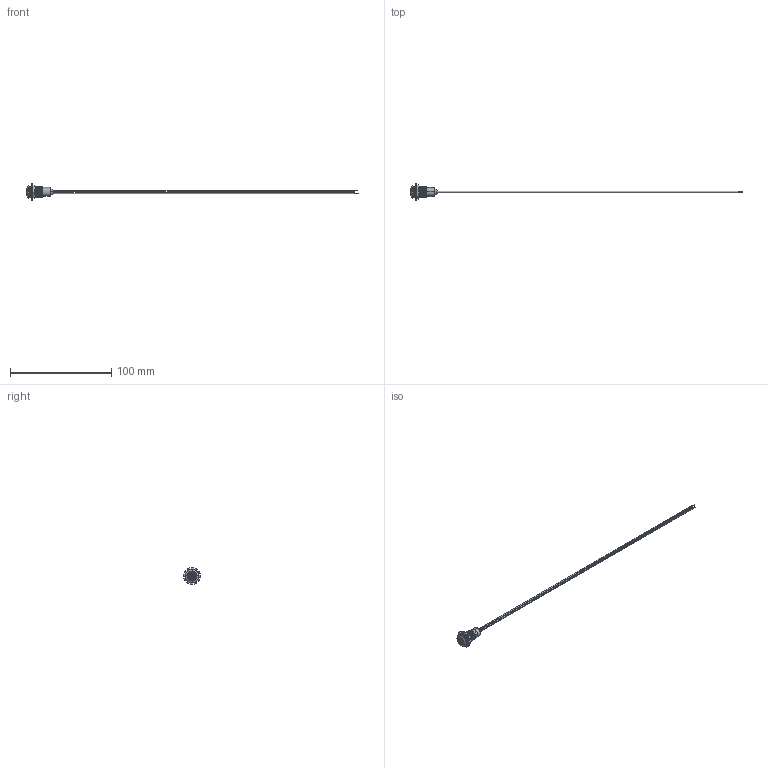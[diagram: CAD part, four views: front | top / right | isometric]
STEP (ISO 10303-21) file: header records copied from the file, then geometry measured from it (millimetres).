
FILE_DESCRIPTION (( 'STEP AP203' ), '1' );
FILE_NAME ('CNX_480.STEP', '2019-06-06T22:34:58', ( '' ), ( '' ), 'SwSTEP 2.0', 'SolidWorks 2018', '' );
FILE_SCHEMA (( 'CONFIG_CONTROL_DESIGN' ));
Length unit declared in the file: inch
Products named in the file (12): CNX_480; POTTING.STEP; HLW 481_91114A031.STEP; RTN 481.STEP; SHRINK TUBE.STEP; CLB 300 XXX.STEP; 5MM LED.STEP; 450 001_Crimped.STEP; INSULATION.STEP; 24 AWG 1007_BLK 12.STEP; 24 AWG 1007_RED 12.STEP; 480 XXX.STEP
Assembly tree (13 placements, depth 2):
  CNX_480
    POTTING.STEP
    450 001_Crimped.STEP  x2
    INSULATION.STEP
    SHRINK TUBE.STEP  x2
    24 AWG 1007_RED 12.STEP
    RTN 481.STEP
    CLB 300 XXX.STEP
    5MM LED.STEP
    24 AWG 1007_BLK 12.STEP
    HLW 481_91114A031.STEP
    480 XXX.STEP
Bounding box: 327.63 x 16.81 x 16.8 mm (x, y, z)
Volume: 2741.3 mm3; surface area: 8061.4 mm2
Topology: 17 solids, 17 shells, 1099 faces, 2854 edges, 1753 vertices
Faces by surface type: cylinder 379, plane 352, cone 136, torus 132, bspline 96, sphere 4
Entity records: 35078 total; most frequent: CARTESIAN_POINT 13271, ORIENTED_EDGE 4582, DIRECTION 3936, EDGE_CURVE 2291, AXIS2_PLACEMENT_3D 1532, VERTEX_POINT 1412, EDGE_LOOP 913, ADVANCED_FACE 885
